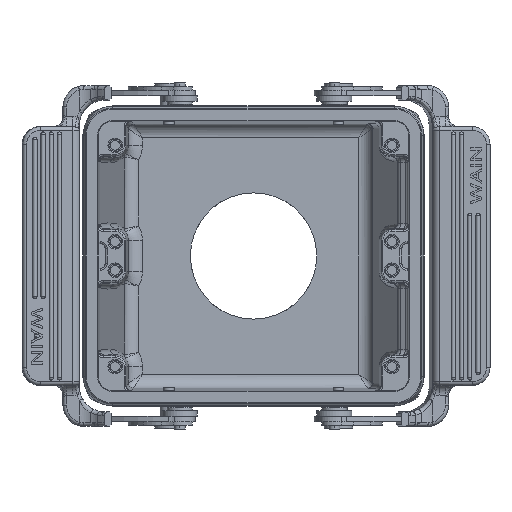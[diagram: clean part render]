
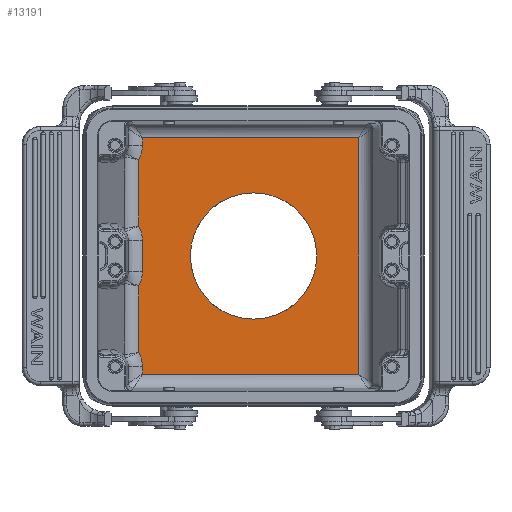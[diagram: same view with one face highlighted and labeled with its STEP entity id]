
A CAD part, front view. The second image highlights one B-rep face of the part: STEP entity #13191.
In plain terms, the highlighted planar face has unit normal (0, -1, 0).
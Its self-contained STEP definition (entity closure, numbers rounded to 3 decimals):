
#9062=FACE_BOUND('',#18061,.T.);
#9063=FACE_BOUND('',#18062,.T.);
#13191=ADVANCED_FACE('',(#9062,#9063),#14067,.F.);
#14067=PLANE('',#45479);
#18061=EDGE_LOOP('',(#32202,#32203,#32204,#32205,#32206,#32207,#32208,#32209,
#32210,#32211,#32212,#32213));
#18062=EDGE_LOOP('',(#32214,#32215));
#20241=LINE('',#85679,#22633);
#20242=LINE('',#85681,#22634);
#20243=LINE('',#85687,#22635);
#20244=LINE('',#85693,#22636);
#20245=LINE('',#85699,#22637);
#20246=LINE('',#85705,#22638);
#20247=LINE('',#85707,#22639);
#20248=LINE('',#85709,#22640);
#22633=VECTOR('',#53404,1.);
#22634=VECTOR('',#53407,1.);
#22635=VECTOR('',#53416,1.);
#22636=VECTOR('',#53425,1.);
#22637=VECTOR('',#53434,1.);
#22638=VECTOR('',#53443,1.);
#22639=VECTOR('',#53446,1.);
#22640=VECTOR('',#53449,1.);
#32202=ORIENTED_EDGE('',*,*,#40983,.T.);
#32203=ORIENTED_EDGE('',*,*,#40982,.T.);
#32204=ORIENTED_EDGE('',*,*,#40981,.T.);
#32205=ORIENTED_EDGE('',*,*,#40979,.T.);
#32206=ORIENTED_EDGE('',*,*,#40978,.T.);
#32207=ORIENTED_EDGE('',*,*,#40977,.T.);
#32208=ORIENTED_EDGE('',*,*,#40975,.T.);
#32209=ORIENTED_EDGE('',*,*,#40973,.T.);
#32210=ORIENTED_EDGE('',*,*,#40972,.T.);
#32211=ORIENTED_EDGE('',*,*,#40971,.T.);
#32212=ORIENTED_EDGE('',*,*,#40969,.T.);
#32213=ORIENTED_EDGE('',*,*,#40968,.T.);
#32214=ORIENTED_EDGE('',*,*,#40430,.F.);
#32215=ORIENTED_EDGE('',*,*,#40432,.F.);
#35750=VERTEX_POINT('',#82492);
#35753=VERTEX_POINT('',#82569);
#36051=VERTEX_POINT('',#84803);
#36055=VERTEX_POINT('',#84937);
#36058=VERTEX_POINT('',#85026);
#36063=VERTEX_POINT('',#85136);
#36066=VERTEX_POINT('',#85225);
#36068=VERTEX_POINT('',#85325);
#36071=VERTEX_POINT('',#85459);
#36072=VERTEX_POINT('',#85573);
#36073=VERTEX_POINT('',#85682);
#36074=VERTEX_POINT('',#85690);
#36075=VERTEX_POINT('',#85694);
#36076=VERTEX_POINT('',#85702);
#40430=EDGE_CURVE('',#35753,#35750,#42382,.T.);
#40432=EDGE_CURVE('',#35750,#35753,#42383,.T.);
#40968=EDGE_CURVE('',#36051,#36072,#20241,.T.);
#40969=EDGE_CURVE('',#36073,#36051,#20242,.T.);
#40971=EDGE_CURVE('',#36055,#36073,#42574,.T.);
#40972=EDGE_CURVE('',#36058,#36055,#20243,.T.);
#40973=EDGE_CURVE('',#36074,#36058,#42575,.T.);
#40975=EDGE_CURVE('',#36075,#36074,#20244,.T.);
#40977=EDGE_CURVE('',#36063,#36075,#42578,.T.);
#40978=EDGE_CURVE('',#36066,#36063,#20245,.T.);
#40979=EDGE_CURVE('',#36076,#36066,#42579,.T.);
#40981=EDGE_CURVE('',#36068,#36076,#20246,.T.);
#40982=EDGE_CURVE('',#36071,#36068,#20247,.T.);
#40983=EDGE_CURVE('',#36072,#36071,#20248,.T.);
#42382=CIRCLE('',#45050,17.7);
#42383=CIRCLE('',#45052,17.7);
#42574=CIRCLE('',#45462,7.646);
#42575=CIRCLE('',#45465,7.646);
#42578=CIRCLE('',#45470,7.646);
#42579=CIRCLE('',#45473,7.646);
#45050=AXIS2_PLACEMENT_3D('',#82570,#52381,#52382);
#45052=AXIS2_PLACEMENT_3D('',#82618,#52385,#52386);
#45462=AXIS2_PLACEMENT_3D('',#85685,#53412,#53413);
#45465=AXIS2_PLACEMENT_3D('',#85689,#53419,#53420);
#45470=AXIS2_PLACEMENT_3D('',#85697,#53430,#53431);
#45473=AXIS2_PLACEMENT_3D('',#85701,#53437,#53438);
#45479=AXIS2_PLACEMENT_3D('',#85711,#53452,#53453);
#52381=DIRECTION('',(0.,-1.,0.));
#52382=DIRECTION('',(0.,0.,1.));
#52385=DIRECTION('',(0.,-1.,0.));
#52386=DIRECTION('',(0.,0.,1.));
#53404=DIRECTION('',(1.,0.,0.));
#53407=DIRECTION('',(0.,0.,-1.));
#53412=DIRECTION('',(0.,1.,0.));
#53413=DIRECTION('',(1.,0.,0.));
#53416=DIRECTION('',(0.,0.,-1.));
#53419=DIRECTION('',(0.,1.,0.));
#53420=DIRECTION('',(0.853,0.,-0.521));
#53425=DIRECTION('',(0.,0.,-1.));
#53430=DIRECTION('',(0.,1.,0.));
#53431=DIRECTION('',(1.,0.,0.));
#53434=DIRECTION('',(0.,0.,-1.));
#53437=DIRECTION('',(0.,1.,0.));
#53438=DIRECTION('',(0.853,0.,-0.521));
#53443=DIRECTION('',(0.,0.,-1.));
#53446=DIRECTION('',(-1.,0.,0.));
#53449=DIRECTION('',(0.,0.,1.));
#53452=DIRECTION('',(0.,1.,0.));
#53453=DIRECTION('',(-1.,0.,0.));
#82492=CARTESIAN_POINT('',(17.7,40.,0.));
#82569=CARTESIAN_POINT('',(-17.7,40.,0.));
#82570=CARTESIAN_POINT('',(0.,40.,0.));
#82618=CARTESIAN_POINT('',(0.,40.,0.));
#84803=CARTESIAN_POINT('',(-31.104,40.,-33.104));
#84937=CARTESIAN_POINT('',(-32.225,40.,-27.015));
#85026=CARTESIAN_POINT('',(-32.225,40.,-8.385));
#85136=CARTESIAN_POINT('',(-32.225,40.,8.385));
#85225=CARTESIAN_POINT('',(-32.225,40.,27.015));
#85325=CARTESIAN_POINT('',(-31.104,40.,33.104));
#85459=CARTESIAN_POINT('',(29.448,40.,33.104));
#85573=CARTESIAN_POINT('',(29.448,40.,-33.104));
#85679=CARTESIAN_POINT('',(29.448,40.,-33.104));
#85681=CARTESIAN_POINT('',(-31.104,40.,-33.104));
#85682=CARTESIAN_POINT('',(-31.104,40.,-31.));
#85685=CARTESIAN_POINT('',(-38.75,40.,-31.));
#85687=CARTESIAN_POINT('',(-32.225,40.,-27.015));
#85689=CARTESIAN_POINT('',(-38.75,40.,-4.4));
#85690=CARTESIAN_POINT('',(-31.104,40.,-4.4));
#85693=CARTESIAN_POINT('',(-31.104,40.,-4.4));
#85694=CARTESIAN_POINT('',(-31.104,40.,4.4));
#85697=CARTESIAN_POINT('',(-38.75,40.,4.4));
#85699=CARTESIAN_POINT('',(-32.225,40.,8.385));
#85701=CARTESIAN_POINT('',(-38.75,40.,31.));
#85702=CARTESIAN_POINT('',(-31.104,40.,31.));
#85705=CARTESIAN_POINT('',(-31.104,40.,31.));
#85707=CARTESIAN_POINT('',(-31.104,40.,33.104));
#85709=CARTESIAN_POINT('',(29.448,40.,33.104));
#85711=CARTESIAN_POINT('',(-1.389,40.,0.));
